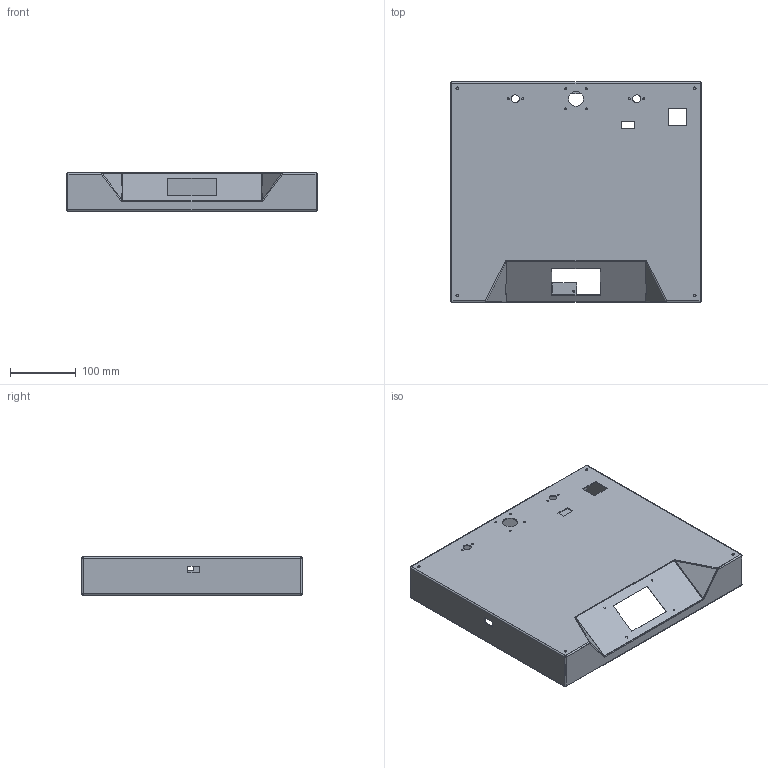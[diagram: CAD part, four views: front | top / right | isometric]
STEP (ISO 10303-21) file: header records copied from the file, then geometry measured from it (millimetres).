
FILE_DESCRIPTION(/* description */ (''),/* implementation_level */ '2;1');
FILE_NAME(/* name */ 'bottom.stp',/* time_stamp */ '2020-11-19T20:21:52+03:00',/* author */ ('Max'),/* organization */ (''),/* preprocessor_version */ 'ST-DEVELOPER v16.5',/* originating_system */ 'Autodesk Inventor 2017',/* authorisation */ '');
FILE_SCHEMA (('AUTOMOTIVE_DESIGN { 1 0 10303 214 3 1 1 }'));
Length unit declared in the file: millimetre
Products named in the file (1): дно
Bounding box: 382 x 336 x 58 mm (x, y, z)
Volume: 304366 mm3; surface area: 437334.4 mm2
Topology: 1 solids, 1 shells, 255 faces, 658 edges, 403 vertices
Faces by surface type: cylinder 133, plane 82, bspline 20, sphere 20
Full cylindrical faces by diameter (mm): 3 x24, 4 x40, 12 x2, 23 x1
Entity records: 7882 total; most frequent: CARTESIAN_POINT 1516, DIRECTION 1348, ORIENTED_EDGE 1164, EDGE_CURVE 582, AXIS2_PLACEMENT_3D 530, EDGE_LOOP 468, VERTEX_POINT 402, LINE 288
